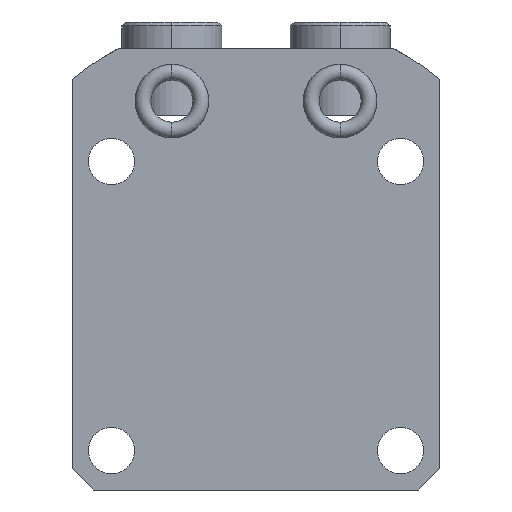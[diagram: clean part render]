
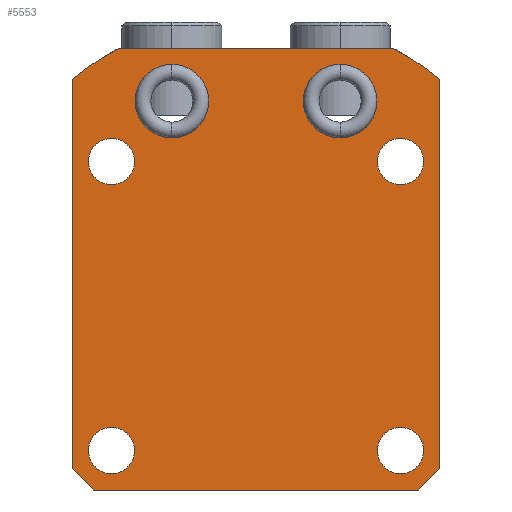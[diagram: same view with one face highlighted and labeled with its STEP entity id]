
A CAD part, front view. The second image highlights one B-rep face of the part: STEP entity #5553.
In plain terms, the highlighted planar face has unit normal (0, -1, 0).
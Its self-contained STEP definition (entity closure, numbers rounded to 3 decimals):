
#1468=CARTESIAN_POINT('',(0.,-30.,0.));
#1469=DIRECTION('',(0.,-1.,0.));
#1470=DIRECTION('',(0.63,0.,0.777));
#1471=AXIS2_PLACEMENT_3D('',#1468,#1469,#1470);
#1515=CARTESIAN_POINT('',(0.,-30.,0.));
#1516=DIRECTION('',(0.,-1.,0.));
#1517=DIRECTION('',(-0.472,0.,0.882));
#1518=AXIS2_PLACEMENT_3D('',#1515,#1516,#1517);
#2086=DIRECTION('',(0.707,0.,0.707));
#2087=VECTOR('',#2086,5.657);
#2088=CARTESIAN_POINT('',(31.,-30.,-35.));
#2089=LINE('',#2088,#2087);
#2093=DIRECTION('',(1.,0.,0.));
#2094=VECTOR('',#2093,62.);
#2095=CARTESIAN_POINT('',(-31.,-30.,-35.));
#2096=LINE('',#2095,#2094);
#2100=DIRECTION('',(0.707,0.,-0.707));
#2101=VECTOR('',#2100,5.657);
#2102=CARTESIAN_POINT('',(-35.,-30.,-31.));
#2103=LINE('',#2102,#2101);
#2107=DIRECTION('',(0.,0.,-1.));
#2108=VECTOR('',#2107,74.156);
#2109=CARTESIAN_POINT('',(-35.,-30.,43.156));
#2110=LINE('',#2109,#2108);
#2114=DIRECTION('',(-1.,0.,0.));
#2115=VECTOR('',#2114,52.401);
#2116=CARTESIAN_POINT('',(26.201,-30.,49.));
#2117=LINE('',#2116,#2115);
#2121=DIRECTION('',(0.,0.,1.));
#2122=VECTOR('',#2121,74.156);
#2123=CARTESIAN_POINT('',(35.,-30.,-31.));
#2124=LINE('',#2123,#2122);
#2128=CARTESIAN_POINT('',(27.5,-30.,-27.5));
#2129=DIRECTION('',(0.,1.,0.));
#2130=DIRECTION('',(1.,0.,0.));
#2131=AXIS2_PLACEMENT_3D('',#2128,#2129,#2130);
#2136=CARTESIAN_POINT('',(27.5,-30.,-27.5));
#2137=DIRECTION('',(0.,1.,0.));
#2138=DIRECTION('',(-1.,0.,0.));
#2139=AXIS2_PLACEMENT_3D('',#2136,#2137,#2138);
#2144=CARTESIAN_POINT('',(-27.5,-30.,-27.5));
#2145=DIRECTION('',(0.,1.,0.));
#2146=DIRECTION('',(1.,0.,0.));
#2147=AXIS2_PLACEMENT_3D('',#2144,#2145,#2146);
#2152=CARTESIAN_POINT('',(-27.5,-30.,-27.5));
#2153=DIRECTION('',(0.,1.,0.));
#2154=DIRECTION('',(-1.,0.,0.));
#2155=AXIS2_PLACEMENT_3D('',#2152,#2153,#2154);
#2160=CARTESIAN_POINT('',(-27.5,-30.,27.5));
#2161=DIRECTION('',(0.,1.,0.));
#2162=DIRECTION('',(1.,0.,0.));
#2163=AXIS2_PLACEMENT_3D('',#2160,#2161,#2162);
#2168=CARTESIAN_POINT('',(-27.5,-30.,27.5));
#2169=DIRECTION('',(0.,1.,0.));
#2170=DIRECTION('',(-1.,0.,0.));
#2171=AXIS2_PLACEMENT_3D('',#2168,#2169,#2170);
#2176=CARTESIAN_POINT('',(27.5,-30.,27.5));
#2177=DIRECTION('',(0.,1.,0.));
#2178=DIRECTION('',(1.,0.,0.));
#2179=AXIS2_PLACEMENT_3D('',#2176,#2177,#2178);
#2184=CARTESIAN_POINT('',(27.5,-30.,27.5));
#2185=DIRECTION('',(0.,1.,0.));
#2186=DIRECTION('',(-1.,0.,0.));
#2187=AXIS2_PLACEMENT_3D('',#2184,#2185,#2186);
#2192=CARTESIAN_POINT('',(16.,-30.,39.));
#2193=DIRECTION('',(0.,-1.,0.));
#2194=DIRECTION('',(-1.,0.,0.));
#2195=AXIS2_PLACEMENT_3D('',#2192,#2193,#2194);
#2200=CARTESIAN_POINT('',(16.,-30.,39.));
#2201=DIRECTION('',(0.,-1.,0.));
#2202=DIRECTION('',(1.,0.,0.));
#2203=AXIS2_PLACEMENT_3D('',#2200,#2201,#2202);
#2208=CARTESIAN_POINT('',(-16.,-30.,39.));
#2209=DIRECTION('',(0.,1.,0.));
#2210=DIRECTION('',(1.,0.,0.));
#2211=AXIS2_PLACEMENT_3D('',#2208,#2209,#2210);
#2216=CARTESIAN_POINT('',(-16.,-30.,39.));
#2217=DIRECTION('',(0.,1.,0.));
#2218=DIRECTION('',(-1.,0.,0.));
#2219=AXIS2_PLACEMENT_3D('',#2216,#2217,#2218);
#3552=CARTESIAN_POINT('',(35.,-30.,43.156));
#3554=VERTEX_POINT('',#3552);
#3556=CARTESIAN_POINT('',(-35.,-30.,43.156));
#3558=VERTEX_POINT('',#3556);
#3559=CARTESIAN_POINT('',(31.,-30.,-35.));
#3561=VERTEX_POINT('',#3559);
#3565=CARTESIAN_POINT('',(35.,-30.,-31.));
#3566=VERTEX_POINT('',#3565);
#3567=CARTESIAN_POINT('',(-35.,-30.,-31.));
#3569=VERTEX_POINT('',#3567);
#3573=CARTESIAN_POINT('',(-31.,-30.,-35.));
#3574=VERTEX_POINT('',#3573);
#3591=CARTESIAN_POINT('',(31.9,-30.,-27.5));
#3592=VERTEX_POINT('',#3591);
#3593=CARTESIAN_POINT('',(23.1,-30.,-27.5));
#3594=VERTEX_POINT('',#3593);
#3595=CARTESIAN_POINT('',(-23.1,-30.,-27.5));
#3596=VERTEX_POINT('',#3595);
#3597=CARTESIAN_POINT('',(-31.9,-30.,-27.5));
#3598=VERTEX_POINT('',#3597);
#3599=CARTESIAN_POINT('',(-23.1,-30.,27.5));
#3600=VERTEX_POINT('',#3599);
#3601=CARTESIAN_POINT('',(-31.9,-30.,27.5));
#3602=VERTEX_POINT('',#3601);
#3603=CARTESIAN_POINT('',(31.9,-30.,27.5));
#3604=VERTEX_POINT('',#3603);
#3605=CARTESIAN_POINT('',(23.1,-30.,27.5));
#3606=VERTEX_POINT('',#3605);
#3621=CARTESIAN_POINT('',(26.201,-30.,49.));
#3622=VERTEX_POINT('',#3621);
#3631=CARTESIAN_POINT('',(-26.201,-30.,49.));
#3632=VERTEX_POINT('',#3631);
#3659=CARTESIAN_POINT('',(9.,-30.,39.));
#3660=CARTESIAN_POINT('',(23.,-30.,39.));
#3661=VERTEX_POINT('',#3659);
#3662=VERTEX_POINT('',#3660);
#3695=CARTESIAN_POINT('',(-9.,-30.,39.));
#3696=VERTEX_POINT('',#3695);
#3697=CARTESIAN_POINT('',(-23.,-30.,39.));
#3698=VERTEX_POINT('',#3697);
#5501=CARTESIAN_POINT('',(0.,-30.,0.));
#5502=DIRECTION('',(0.,-1.,0.));
#5503=DIRECTION('',(-1.,0.,0.));
#5504=AXIS2_PLACEMENT_3D('',#5501,#5502,#5503);
#5505=PLANE('',#5504);
#5506=ORIENTED_EDGE('',*,*,#4945,.F.);
#5507=ORIENTED_EDGE('',*,*,#4962,.F.);
#5508=ORIENTED_EDGE('',*,*,#4974,.F.);
#5509=ORIENTED_EDGE('',*,*,#4990,.F.);
#5510=ORIENTED_EDGE('',*,*,#5029,.F.);
#5511=ORIENTED_EDGE('',*,*,#5082,.F.);
#5512=ORIENTED_EDGE('',*,*,#5009,.F.);
#5514=ORIENTED_EDGE('',*,*,#5513,.F.);
#5515=EDGE_LOOP('',(#5506,#5507,#5508,#5509,#5510,#5511,#5512,#5514));
#5516=FACE_OUTER_BOUND('',#5515,.F.);
#5518=ORIENTED_EDGE('',*,*,#5517,.F.);
#5520=ORIENTED_EDGE('',*,*,#5519,.F.);
#5521=EDGE_LOOP('',(#5518,#5520));
#5522=FACE_BOUND('',#5521,.F.);
#5524=ORIENTED_EDGE('',*,*,#5523,.F.);
#5526=ORIENTED_EDGE('',*,*,#5525,.F.);
#5527=EDGE_LOOP('',(#5524,#5526));
#5528=FACE_BOUND('',#5527,.F.);
#5530=ORIENTED_EDGE('',*,*,#5529,.F.);
#5532=ORIENTED_EDGE('',*,*,#5531,.F.);
#5533=EDGE_LOOP('',(#5530,#5532));
#5534=FACE_BOUND('',#5533,.F.);
#5536=ORIENTED_EDGE('',*,*,#5535,.F.);
#5538=ORIENTED_EDGE('',*,*,#5537,.F.);
#5539=EDGE_LOOP('',(#5536,#5538));
#5540=FACE_BOUND('',#5539,.F.);
#5542=ORIENTED_EDGE('',*,*,#5541,.T.);
#5544=ORIENTED_EDGE('',*,*,#5543,.T.);
#5545=EDGE_LOOP('',(#5542,#5544));
#5546=FACE_BOUND('',#5545,.F.);
#5548=ORIENTED_EDGE('',*,*,#5547,.F.);
#5550=ORIENTED_EDGE('',*,*,#5549,.F.);
#5551=EDGE_LOOP('',(#5548,#5550));
#5552=FACE_BOUND('',#5551,.F.);
#5553=ADVANCED_FACE('',(#5516,#5522,#5528,#5534,#5540,#5546,#5552),#5505,.T.);
#1472=CIRCLE('',#1471,55.565);
#1519=CIRCLE('',#1518,55.565);
#2132=CIRCLE('',#2131,4.4);
#2140=CIRCLE('',#2139,4.4);
#2148=CIRCLE('',#2147,4.4);
#2156=CIRCLE('',#2155,4.4);
#2164=CIRCLE('',#2163,4.4);
#2172=CIRCLE('',#2171,4.4);
#2180=CIRCLE('',#2179,4.4);
#2188=CIRCLE('',#2187,4.4);
#2196=CIRCLE('',#2195,7.);
#2204=CIRCLE('',#2203,7.);
#2212=CIRCLE('',#2211,7.);
#2220=CIRCLE('',#2219,7.);
#4945=EDGE_CURVE('',#3561,#3566,#2089,.T.);
#4962=EDGE_CURVE('',#3574,#3561,#2096,.T.);
#4974=EDGE_CURVE('',#3569,#3574,#2103,.T.);
#4990=EDGE_CURVE('',#3558,#3569,#2110,.T.);
#5009=EDGE_CURVE('',#3554,#3622,#1472,.T.);
#5029=EDGE_CURVE('',#3632,#3558,#1519,.T.);
#5082=EDGE_CURVE('',#3622,#3632,#2117,.T.);
#5513=EDGE_CURVE('',#3566,#3554,#2124,.T.);
#5517=EDGE_CURVE('',#3592,#3594,#2132,.T.);
#5519=EDGE_CURVE('',#3594,#3592,#2140,.T.);
#5523=EDGE_CURVE('',#3596,#3598,#2148,.T.);
#5525=EDGE_CURVE('',#3598,#3596,#2156,.T.);
#5529=EDGE_CURVE('',#3600,#3602,#2164,.T.);
#5531=EDGE_CURVE('',#3602,#3600,#2172,.T.);
#5535=EDGE_CURVE('',#3604,#3606,#2180,.T.);
#5537=EDGE_CURVE('',#3606,#3604,#2188,.T.);
#5541=EDGE_CURVE('',#3661,#3662,#2196,.T.);
#5543=EDGE_CURVE('',#3662,#3661,#2204,.T.);
#5547=EDGE_CURVE('',#3696,#3698,#2212,.T.);
#5549=EDGE_CURVE('',#3698,#3696,#2220,.T.);
